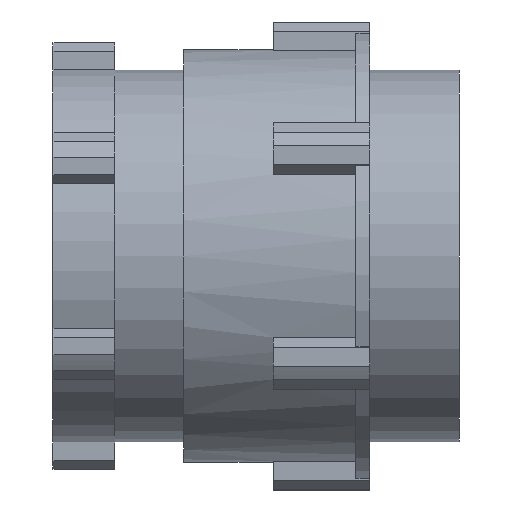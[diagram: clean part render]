
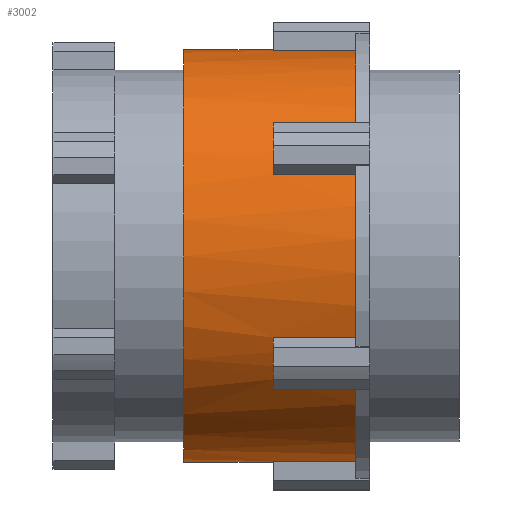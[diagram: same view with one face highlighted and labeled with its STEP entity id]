
A CAD part, left-side view. The second image highlights one B-rep face of the part: STEP entity #3002.
In plain terms, the highlighted cylindrical face has radius 30 mm (diameter 60 mm), a partial arc.
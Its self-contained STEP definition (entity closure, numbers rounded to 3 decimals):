
#9 = AXIS2_PLACEMENT_3D ( 'NONE', #495, #481, #2718 ) ;
#14 = EDGE_LOOP ( 'NONE', ( #3735, #2861, #1913, #253, #3840, #3085, #818, #1395, #1872, #258, #4157, #2621, #2101, #2291, #3304, #869 ) ) ;
#32 = CARTESIAN_POINT ( 'NONE',  ( -3.5, 15., 29.795 ) ) ;
#83 = VERTEX_POINT ( 'NONE', #2653 ) ;
#197 = CIRCLE ( 'NONE', #298, 30. ) ;
#203 = VECTOR ( 'NONE', #2154, 1000. ) ;
#210 = DIRECTION ( 'NONE',  ( 0., -1., 0. ) ) ;
#217 = EDGE_CURVE ( 'NONE', #510, #1061, #2323, .T. ) ;
#253 = ORIENTED_EDGE ( 'NONE', *, *, #1812, .F. ) ;
#258 = ORIENTED_EDGE ( 'NONE', *, *, #580, .F. ) ;
#264 = CIRCLE ( 'NONE', #4169, 30. ) ;
#265 = DIRECTION ( 'NONE',  ( 0., -1., 0. ) ) ;
#298 = AXIS2_PLACEMENT_3D ( 'NONE', #3587, #3848, #1404 ) ;
#325 = CIRCLE ( 'NONE', #3494, 30. ) ;
#337 = EDGE_CURVE ( 'NONE', #3803, #3283, #508, .T. ) ;
#351 = DIRECTION ( 'NONE',  ( 0., -1., 0. ) ) ;
#353 = EDGE_CURVE ( 'NONE', #1091, #1835, #2875, .T. ) ;
#393 = CARTESIAN_POINT ( 'NONE',  ( 0., 27., 30. ) ) ;
#440 = DIRECTION ( 'NONE',  ( 0., -1., 0. ) ) ;
#445 = VECTOR ( 'NONE', #210, 1000. ) ;
#454 = CARTESIAN_POINT ( 'NONE',  ( -24.053, 15., 17.929 ) ) ;
#481 = DIRECTION ( 'NONE',  ( 0., -1., 0. ) ) ;
#495 = CARTESIAN_POINT ( 'NONE',  ( 0., 27., 0. ) ) ;
#508 = LINE ( 'NONE', #4076, #203 ) ;
#510 = VERTEX_POINT ( 'NONE', #993 ) ;
#575 = CARTESIAN_POINT ( 'NONE',  ( -27.553, 27., -11.866 ) ) ;
#580 = EDGE_CURVE ( 'NONE', #3299, #83, #197, .T. ) ;
#584 = LINE ( 'NONE', #3238, #683 ) ;
#587 = CARTESIAN_POINT ( 'NONE',  ( -24.053, 15., -17.929 ) ) ;
#591 = CARTESIAN_POINT ( 'NONE',  ( -3.5, 15., -29.795 ) ) ;
#592 = CARTESIAN_POINT ( 'NONE',  ( -24.053, 27., 17.929 ) ) ;
#599 = CIRCLE ( 'NONE', #2847, 30. ) ;
#683 = VECTOR ( 'NONE', #4009, 1000. ) ;
#790 = EDGE_CURVE ( 'NONE', #1835, #2903, #1506, .T. ) ;
#818 = ORIENTED_EDGE ( 'NONE', *, *, #217, .F. ) ;
#839 = CARTESIAN_POINT ( 'NONE',  ( 0., 40., -30. ) ) ;
#869 = ORIENTED_EDGE ( 'NONE', *, *, #1845, .F. ) ;
#903 = EDGE_CURVE ( 'NONE', #4000, #2379, #2820, .T. ) ;
#993 = CARTESIAN_POINT ( 'NONE',  ( -24.053, 27., -17.929 ) ) ;
#1003 = VERTEX_POINT ( 'NONE', #2579 ) ;
#1051 = FACE_OUTER_BOUND ( 'NONE', #14, .T. ) ;
#1061 = VERTEX_POINT ( 'NONE', #587 ) ;
#1091 = VERTEX_POINT ( 'NONE', #4142 ) ;
#1144 = VECTOR ( 'NONE', #2152, 1000. ) ;
#1173 = EDGE_CURVE ( 'NONE', #1061, #3283, #3414, .T. ) ;
#1184 = CARTESIAN_POINT ( 'NONE',  ( -27.553, 27., 11.866 ) ) ;
#1189 = CYLINDRICAL_SURFACE ( 'NONE', #1898, 30. ) ;
#1287 = VERTEX_POINT ( 'NONE', #575 ) ;
#1395 = ORIENTED_EDGE ( 'NONE', *, *, #2760, .F. ) ;
#1404 = DIRECTION ( 'NONE',  ( 0., 0., -1. ) ) ;
#1437 = EDGE_CURVE ( 'NONE', #3939, #2142, #3884, .T. ) ;
#1444 = CARTESIAN_POINT ( 'NONE',  ( -3.5, 27., 29.795 ) ) ;
#1503 = CARTESIAN_POINT ( 'NONE',  ( -24.053, 27., -17.929 ) ) ;
#1506 = LINE ( 'NONE', #2375, #3882 ) ;
#1517 = DIRECTION ( 'NONE',  ( 0.866, 0., 0.5 ) ) ;
#1649 = CARTESIAN_POINT ( 'NONE',  ( -24.053, 27., 17.929 ) ) ;
#1651 = VECTOR ( 'NONE', #4064, 1000. ) ;
#1777 = DIRECTION ( 'NONE',  ( 0., -1., 0. ) ) ;
#1779 = VERTEX_POINT ( 'NONE', #393 ) ;
#1783 = CARTESIAN_POINT ( 'NONE',  ( 0., 27., 0. ) ) ;
#1807 = CARTESIAN_POINT ( 'NONE',  ( 0., 27., 0. ) ) ;
#1812 = EDGE_CURVE ( 'NONE', #3803, #2903, #2105, .T. ) ;
#1835 = VERTEX_POINT ( 'NONE', #839 ) ;
#1845 = EDGE_CURVE ( 'NONE', #1779, #4000, #599, .T. ) ;
#1866 = EDGE_CURVE ( 'NONE', #1091, #1779, #3820, .T. ) ;
#1872 = ORIENTED_EDGE ( 'NONE', *, *, #4013, .T. ) ;
#1876 = CARTESIAN_POINT ( 'NONE',  ( 0., 0., 0. ) ) ;
#1898 = AXIS2_PLACEMENT_3D ( 'NONE', #1876, #4150, #3526 ) ;
#1899 = VECTOR ( 'NONE', #1777, 1000. ) ;
#1913 = ORIENTED_EDGE ( 'NONE', *, *, #790, .T. ) ;
#1943 = CIRCLE ( 'NONE', #4112, 30. ) ;
#2001 = AXIS2_PLACEMENT_3D ( 'NONE', #2265, #351, #2952 ) ;
#2099 = DIRECTION ( 'NONE',  ( 0.866, 0., -0.5 ) ) ;
#2101 = ORIENTED_EDGE ( 'NONE', *, *, #1437, .T. ) ;
#2105 = CIRCLE ( 'NONE', #9, 30. ) ;
#2142 = VERTEX_POINT ( 'NONE', #454 ) ;
#2152 = DIRECTION ( 'NONE',  ( 0., -1., 0. ) ) ;
#2154 = DIRECTION ( 'NONE',  ( 0., -1., 0. ) ) ;
#2178 = CARTESIAN_POINT ( 'NONE',  ( -27.553, 15., 11.866 ) ) ;
#2198 = LINE ( 'NONE', #1184, #1144 ) ;
#2265 = CARTESIAN_POINT ( 'NONE',  ( 0., 15., 0. ) ) ;
#2291 = ORIENTED_EDGE ( 'NONE', *, *, #2996, .F. ) ;
#2323 = LINE ( 'NONE', #1503, #445 ) ;
#2375 = CARTESIAN_POINT ( 'NONE',  ( 0., 0., -30. ) ) ;
#2379 = VERTEX_POINT ( 'NONE', #32 ) ;
#2460 = DIRECTION ( 'NONE',  ( 0., -1., 0. ) ) ;
#2473 = EDGE_CURVE ( 'NONE', #3939, #1003, #264, .T. ) ;
#2529 = CARTESIAN_POINT ( 'NONE',  ( 0., 27., -30. ) ) ;
#2544 = CARTESIAN_POINT ( 'NONE',  ( 0., 15., 0. ) ) ;
#2579 = CARTESIAN_POINT ( 'NONE',  ( -27.553, 27., 11.866 ) ) ;
#2621 = ORIENTED_EDGE ( 'NONE', *, *, #2473, .F. ) ;
#2653 = CARTESIAN_POINT ( 'NONE',  ( -27.553, 15., -11.866 ) ) ;
#2718 = DIRECTION ( 'NONE',  ( 0., 0., 1. ) ) ;
#2727 = DIRECTION ( 'NONE',  ( 0., -1., 0. ) ) ;
#2742 = DIRECTION ( 'NONE',  ( 0., 0., -1. ) ) ;
#2760 = EDGE_CURVE ( 'NONE', #1287, #510, #1943, .T. ) ;
#2819 = DIRECTION ( 'NONE',  ( 0., -1., 0. ) ) ;
#2820 = LINE ( 'NONE', #1444, #1651 ) ;
#2847 = AXIS2_PLACEMENT_3D ( 'NONE', #1807, #2460, #2742 ) ;
#2856 = DIRECTION ( 'NONE',  ( 0., -1., 0. ) ) ;
#2861 = ORIENTED_EDGE ( 'NONE', *, *, #353, .T. ) ;
#2875 = CIRCLE ( 'NONE', #2937, 30. ) ;
#2903 = VERTEX_POINT ( 'NONE', #2529 ) ;
#2937 = AXIS2_PLACEMENT_3D ( 'NONE', #4093, #2856, #3455 ) ;
#2952 = DIRECTION ( 'NONE',  ( 0., 0., -1. ) ) ;
#2996 = EDGE_CURVE ( 'NONE', #2379, #2142, #325, .T. ) ;
#3002 = ADVANCED_FACE ( 'NONE', ( #1051 ), #1189, .T. ) ;
#3050 = CARTESIAN_POINT ( 'NONE',  ( 0., 27., 0. ) ) ;
#3085 = ORIENTED_EDGE ( 'NONE', *, *, #1173, .F. ) ;
#3186 = DIRECTION ( 'NONE',  ( 0., 0., -1. ) ) ;
#3214 = CARTESIAN_POINT ( 'NONE',  ( -3.5, 27., -29.795 ) ) ;
#3238 = CARTESIAN_POINT ( 'NONE',  ( -27.553, 27., -11.866 ) ) ;
#3282 = EDGE_CURVE ( 'NONE', #1003, #3299, #2198, .T. ) ;
#3283 = VERTEX_POINT ( 'NONE', #591 ) ;
#3299 = VERTEX_POINT ( 'NONE', #2178 ) ;
#3304 = ORIENTED_EDGE ( 'NONE', *, *, #903, .F. ) ;
#3373 = CARTESIAN_POINT ( 'NONE',  ( 0., 0., 30. ) ) ;
#3414 = CIRCLE ( 'NONE', #2001, 30. ) ;
#3455 = DIRECTION ( 'NONE',  ( 0., 0., -1. ) ) ;
#3494 = AXIS2_PLACEMENT_3D ( 'NONE', #2544, #265, #3186 ) ;
#3521 = DIRECTION ( 'NONE',  ( 0., -1., 0. ) ) ;
#3526 = DIRECTION ( 'NONE',  ( 0., 0., -1. ) ) ;
#3572 = CARTESIAN_POINT ( 'NONE',  ( -3.5, 27., 29.795 ) ) ;
#3587 = CARTESIAN_POINT ( 'NONE',  ( 0., 15., 0. ) ) ;
#3735 = ORIENTED_EDGE ( 'NONE', *, *, #1866, .F. ) ;
#3803 = VERTEX_POINT ( 'NONE', #3214 ) ;
#3820 = LINE ( 'NONE', #3373, #1899 ) ;
#3840 = ORIENTED_EDGE ( 'NONE', *, *, #337, .T. ) ;
#3848 = DIRECTION ( 'NONE',  ( 0., -1., 0. ) ) ;
#3882 = VECTOR ( 'NONE', #440, 1000. ) ;
#3884 = LINE ( 'NONE', #592, #4074 ) ;
#3939 = VERTEX_POINT ( 'NONE', #1649 ) ;
#4000 = VERTEX_POINT ( 'NONE', #3572 ) ;
#4009 = DIRECTION ( 'NONE',  ( 0., -1., 0. ) ) ;
#4013 = EDGE_CURVE ( 'NONE', #1287, #83, #584, .T. ) ;
#4064 = DIRECTION ( 'NONE',  ( 0., -1., 0. ) ) ;
#4074 = VECTOR ( 'NONE', #3521, 1000. ) ;
#4076 = CARTESIAN_POINT ( 'NONE',  ( -3.5, 27., -29.795 ) ) ;
#4093 = CARTESIAN_POINT ( 'NONE',  ( 0., 40., 0. ) ) ;
#4112 = AXIS2_PLACEMENT_3D ( 'NONE', #1783, #2819, #1517 ) ;
#4142 = CARTESIAN_POINT ( 'NONE',  ( 0., 40., 30. ) ) ;
#4150 = DIRECTION ( 'NONE',  ( 0., -1., 0. ) ) ;
#4157 = ORIENTED_EDGE ( 'NONE', *, *, #3282, .F. ) ;
#4169 = AXIS2_PLACEMENT_3D ( 'NONE', #3050, #2727, #2099 ) ;
